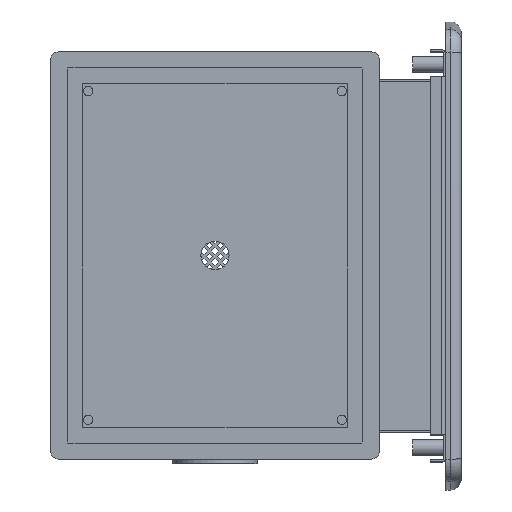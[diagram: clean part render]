
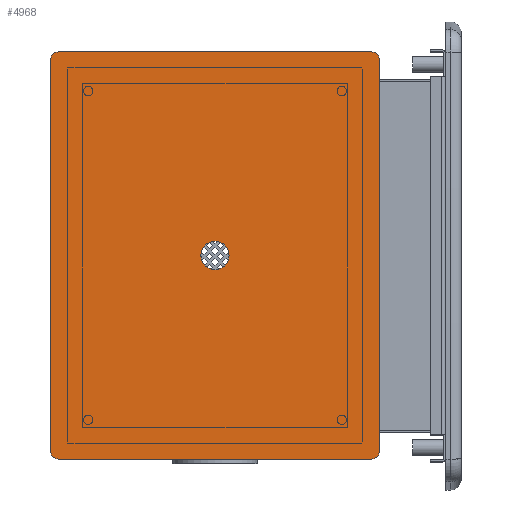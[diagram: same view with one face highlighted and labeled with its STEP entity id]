
A CAD part, top view. The second image highlights one B-rep face of the part: STEP entity #4968.
In plain terms, the highlighted face is planar.
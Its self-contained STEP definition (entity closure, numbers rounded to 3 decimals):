
#4968=ADVANCED_FACE('',(#40910,#40912),#40914,.F.);
#40910=FACE_BOUND('',#40911,.T.);
#40911=EDGE_LOOP('',(#61784,#61785,#61786,#61787,#61788,#61789,#61790,#61791));
#40912=FACE_BOUND('',#40913,.T.);
#40913=EDGE_LOOP('',(#61792));
#40914=PLANE('',#40915);
#40915=AXIS2_PLACEMENT_3D('',#40916,#40917,#40918);
#40916=CARTESIAN_POINT('',(0.,0.,0.));
#40917=DIRECTION('',(0.,0.,1.));
#40918=DIRECTION('',(-1.,0.,0.));
#61784=ORIENTED_EDGE('',*,*,#72228,.F.);
#61785=ORIENTED_EDGE('',*,*,#72226,.F.);
#61786=ORIENTED_EDGE('',*,*,#72224,.F.);
#61787=ORIENTED_EDGE('',*,*,#72222,.F.);
#61788=ORIENTED_EDGE('',*,*,#72220,.F.);
#61789=ORIENTED_EDGE('',*,*,#72218,.F.);
#61790=ORIENTED_EDGE('',*,*,#72216,.F.);
#61791=ORIENTED_EDGE('',*,*,#72213,.F.);
#61792=ORIENTED_EDGE('',*,*,#72229,.T.);
#72213=EDGE_CURVE('',#89618,#89619,#89620,.T.);
#72216=EDGE_CURVE('',#89619,#89623,#89624,.T.);
#72218=EDGE_CURVE('',#89623,#89626,#89627,.T.);
#72220=EDGE_CURVE('',#89626,#89629,#89630,.T.);
#72222=EDGE_CURVE('',#89629,#89632,#89633,.T.);
#72224=EDGE_CURVE('',#89632,#89635,#89636,.T.);
#72226=EDGE_CURVE('',#89635,#89638,#89639,.T.);
#72228=EDGE_CURVE('',#89638,#89618,#89641,.T.);
#72229=EDGE_CURVE('',#89642,#89642,#89643,.T.);
#89618=VERTEX_POINT('',#141674);
#89619=VERTEX_POINT('',#141675);
#89620=CIRCLE('',#141676,5.);
#89623=VERTEX_POINT('',#141686);
#89624=LINE('',#141687,#141688);
#89626=VERTEX_POINT('',#141693);
#89627=CIRCLE('',#141694,5.);
#89629=VERTEX_POINT('',#141701);
#89630=LINE('',#141702,#141703);
#89632=VERTEX_POINT('',#141708);
#89633=CIRCLE('',#141709,5.);
#89635=VERTEX_POINT('',#141716);
#89636=LINE('',#141717,#141718);
#89638=VERTEX_POINT('',#141723);
#89639=CIRCLE('',#141724,5.);
#89641=LINE('',#141731,#141732);
#89642=VERTEX_POINT('',#141734);
#89643=CIRCLE('',#141735,9.);
#141674=CARTESIAN_POINT('',(130.,100.,0.));
#141675=CARTESIAN_POINT('',(125.,105.,0.));
#141676=AXIS2_PLACEMENT_3D('',#141677,#141678,#141679);
#141677=CARTESIAN_POINT('',(125.,100.,0.));
#141678=DIRECTION('',(0.,0.,1.));
#141679=DIRECTION('',(1.,0.,0.));
#141686=CARTESIAN_POINT('',(-125.,105.,0.));
#141687=CARTESIAN_POINT('',(125.,105.,0.));
#141688=VECTOR('',#141689,1.);
#141689=DIRECTION('',(-1.,0.,0.));
#141693=CARTESIAN_POINT('',(-130.,100.,0.));
#141694=AXIS2_PLACEMENT_3D('',#141695,#141696,#141697);
#141695=CARTESIAN_POINT('',(-125.,100.,0.));
#141696=DIRECTION('',(0.,0.,1.));
#141697=DIRECTION('',(0.,1.,0.));
#141701=CARTESIAN_POINT('',(-130.,-100.,0.));
#141702=CARTESIAN_POINT('',(-130.,100.,0.));
#141703=VECTOR('',#141704,1.);
#141704=DIRECTION('',(0.,-1.,0.));
#141708=CARTESIAN_POINT('',(-125.,-105.,0.));
#141709=AXIS2_PLACEMENT_3D('',#141710,#141711,#141712);
#141710=CARTESIAN_POINT('',(-125.,-100.,0.));
#141711=DIRECTION('',(0.,0.,1.));
#141712=DIRECTION('',(-1.,0.,0.));
#141716=CARTESIAN_POINT('',(125.,-105.,0.));
#141717=CARTESIAN_POINT('',(-125.,-105.,0.));
#141718=VECTOR('',#141719,1.);
#141719=DIRECTION('',(1.,0.,0.));
#141723=CARTESIAN_POINT('',(130.,-100.,0.));
#141724=AXIS2_PLACEMENT_3D('',#141725,#141726,#141727);
#141725=CARTESIAN_POINT('',(125.,-100.,0.));
#141726=DIRECTION('',(0.,0.,1.));
#141727=DIRECTION('',(0.,-1.,0.));
#141731=CARTESIAN_POINT('',(130.,-100.,0.));
#141732=VECTOR('',#141733,1.);
#141733=DIRECTION('',(0.,1.,0.));
#141734=CARTESIAN_POINT('',(-9.,0.,0.));
#141735=AXIS2_PLACEMENT_3D('',#141736,#141737,#141738);
#141736=CARTESIAN_POINT('',(0.,0.,0.));
#141737=DIRECTION('',(0.,0.,1.));
#141738=DIRECTION('',(-1.,0.,0.));
